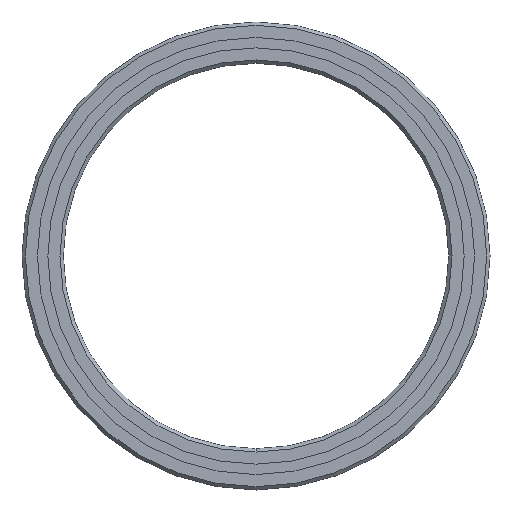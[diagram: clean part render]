
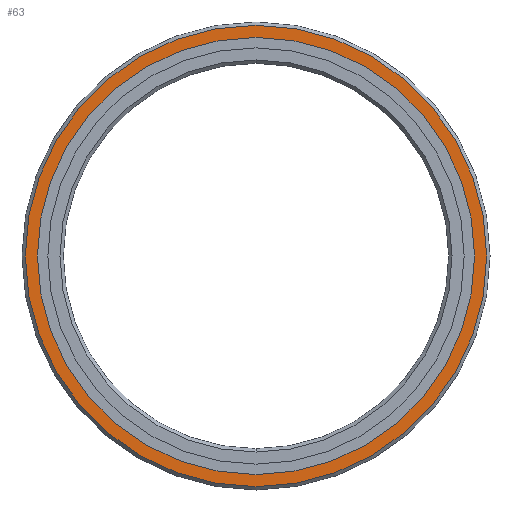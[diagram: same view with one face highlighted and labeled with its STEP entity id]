
A CAD part, front view. The second image highlights one B-rep face of the part: STEP entity #63.
In plain terms, the highlighted planar face has unit normal (0, -1, 0).
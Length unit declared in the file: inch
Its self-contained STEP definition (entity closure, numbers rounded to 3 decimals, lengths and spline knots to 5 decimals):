
#12 = VERTEX_POINT ( 'NONE', #132 ) ;
#28 = DIRECTION ( 'NONE',  ( 0., -1., 0. ) ) ;
#35 = DIRECTION ( 'NONE',  ( 0., 0., 1. ) ) ;
#58 = CIRCLE ( 'NONE', #385, 0.9925 ) ;
#63 = ADVANCED_FACE ( 'NONE', ( #711, #268 ), #204, .T. ) ;
#71 = CARTESIAN_POINT ( 'NONE',  ( 0., -0.09375, 0.9925 ) ) ;
#82 = CARTESIAN_POINT ( 'NONE',  ( 0., -0.09375, 1.0625 ) ) ;
#100 = DIRECTION ( 'NONE',  ( 0., 1., 0. ) ) ;
#112 = CARTESIAN_POINT ( 'NONE',  ( 0., -0.09375, 0. ) ) ;
#132 = CARTESIAN_POINT ( 'NONE',  ( 0., -0.09375, -0.9925 ) ) ;
#159 = CARTESIAN_POINT ( 'NONE',  ( 0., -0.09375, 0. ) ) ;
#184 = EDGE_LOOP ( 'NONE', ( #409, #485 ) ) ;
#195 = VERTEX_POINT ( 'NONE', #736 ) ;
#202 = AXIS2_PLACEMENT_3D ( 'NONE', #564, #226, #402 ) ;
#204 = PLANE ( 'NONE',  #652 ) ;
#209 = CARTESIAN_POINT ( 'NONE',  ( 0., -0.09375, 0. ) ) ;
#213 = AXIS2_PLACEMENT_3D ( 'NONE', #209, #445, #487 ) ;
#226 = DIRECTION ( 'NONE',  ( 0., -1., 0. ) ) ;
#245 = CIRCLE ( 'NONE', #213, 1.0475 ) ;
#251 = EDGE_LOOP ( 'NONE', ( #429, #571 ) ) ;
#254 = EDGE_CURVE ( 'NONE', #12, #358, #460, .T. ) ;
#268 = FACE_BOUND ( 'NONE', #184, .T. ) ;
#277 = DIRECTION ( 'NONE',  ( 0., 0., 1. ) ) ;
#358 = VERTEX_POINT ( 'NONE', #71 ) ;
#385 = AXIS2_PLACEMENT_3D ( 'NONE', #159, #726, #35 ) ;
#402 = DIRECTION ( 'NONE',  ( 0., 0., -1. ) ) ;
#409 = ORIENTED_EDGE ( 'NONE', *, *, #605, .T. ) ;
#422 = AXIS2_PLACEMENT_3D ( 'NONE', #112, #100, #277 ) ;
#429 = ORIENTED_EDGE ( 'NONE', *, *, #457, .T. ) ;
#432 = VERTEX_POINT ( 'NONE', #655 ) ;
#445 = DIRECTION ( 'NONE',  ( 0., -1., 0. ) ) ;
#446 = DIRECTION ( 'NONE',  ( 0., 0., -1. ) ) ;
#457 = EDGE_CURVE ( 'NONE', #195, #432, #245, .T. ) ;
#460 = CIRCLE ( 'NONE', #422, 0.9925 ) ;
#485 = ORIENTED_EDGE ( 'NONE', *, *, #254, .T. ) ;
#487 = DIRECTION ( 'NONE',  ( 0., 0., -1. ) ) ;
#548 = EDGE_CURVE ( 'NONE', #432, #195, #696, .T. ) ;
#564 = CARTESIAN_POINT ( 'NONE',  ( 0., -0.09375, 0. ) ) ;
#571 = ORIENTED_EDGE ( 'NONE', *, *, #548, .T. ) ;
#605 = EDGE_CURVE ( 'NONE', #358, #12, #58, .T. ) ;
#652 = AXIS2_PLACEMENT_3D ( 'NONE', #82, #28, #446 ) ;
#655 = CARTESIAN_POINT ( 'NONE',  ( 0., -0.09375, -1.0475 ) ) ;
#696 = CIRCLE ( 'NONE', #202, 1.0475 ) ;
#711 = FACE_OUTER_BOUND ( 'NONE', #251, .T. ) ;
#726 = DIRECTION ( 'NONE',  ( 0., 1., 0. ) ) ;
#736 = CARTESIAN_POINT ( 'NONE',  ( 0., -0.09375, 1.0475 ) ) ;
